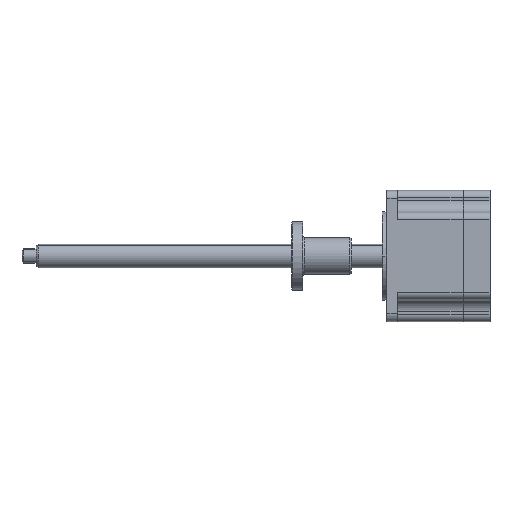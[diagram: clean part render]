
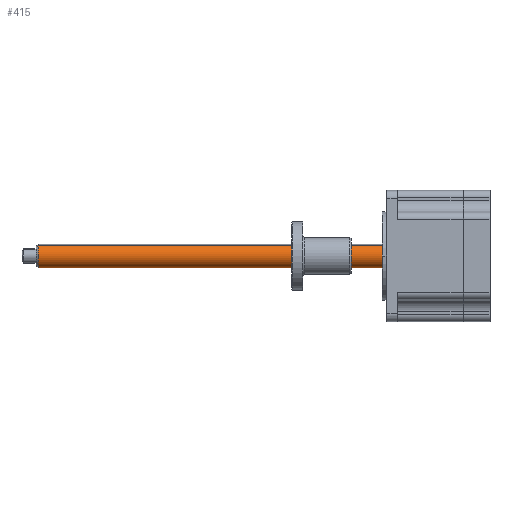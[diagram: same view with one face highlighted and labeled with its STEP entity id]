
A CAD part, left-side view. The second image highlights one B-rep face of the part: STEP entity #415.
In plain terms, the highlighted cylindrical face has radius 5 mm (diameter 10 mm), a partial arc.
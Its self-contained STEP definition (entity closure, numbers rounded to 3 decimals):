
#75 = CARTESIAN_POINT ( 'NONE',  ( -17.293, 152.999, 33.35 ) ) ;
#397 = ORIENTED_EDGE ( 'NONE', *, *, #7040, .T. ) ;
#415 = ADVANCED_FACE ( 'NONE', ( #6017 ), #4233, .T. ) ;
#502 = AXIS2_PLACEMENT_3D ( 'NONE', #75, #6649, #1030 ) ;
#658 = VECTOR ( 'NONE', #3547, 1000. ) ;
#1030 = DIRECTION ( 'NONE',  ( -0.512, 0., 0.859 ) ) ;
#1325 = CARTESIAN_POINT ( 'NONE',  ( -17.293, 3.999, 33.35 ) ) ;
#1690 = VECTOR ( 'NONE', #6431, 1000. ) ;
#1934 = AXIS2_PLACEMENT_3D ( 'NONE', #10217, #2793, #11298 ) ;
#1940 = ORIENTED_EDGE ( 'NONE', *, *, #7297, .T. ) ;
#2248 = DIRECTION ( 'NONE',  ( 0.512, 0., -0.859 ) ) ;
#2337 = EDGE_LOOP ( 'NONE', ( #10131, #1940, #397, #9532 ) ) ;
#2748 = VERTEX_POINT ( 'NONE', #9142 ) ;
#2793 = DIRECTION ( 'NONE',  ( 0., -1., 0. ) ) ;
#3547 = DIRECTION ( 'NONE',  ( 0., -1., 0. ) ) ;
#4233 = CYLINDRICAL_SURFACE ( 'NONE', #1934, 5. ) ;
#4286 = CIRCLE ( 'NONE', #6961, 5. ) ;
#4507 = VERTEX_POINT ( 'NONE', #6206 ) ;
#5377 = CARTESIAN_POINT ( 'NONE',  ( -14.733, 153.999, 29.055 ) ) ;
#6017 = FACE_OUTER_BOUND ( 'NONE', #2337, .T. ) ;
#6065 = CIRCLE ( 'NONE', #502, 5. ) ;
#6206 = CARTESIAN_POINT ( 'NONE',  ( -19.853, 152.999, 37.645 ) ) ;
#6281 = VERTEX_POINT ( 'NONE', #11069 ) ;
#6431 = DIRECTION ( 'NONE',  ( 0., -1., 0. ) ) ;
#6649 = DIRECTION ( 'NONE',  ( 0., -1., 0. ) ) ;
#6961 = AXIS2_PLACEMENT_3D ( 'NONE', #1325, #7902, #2248 ) ;
#7040 = EDGE_CURVE ( 'NONE', #8045, #6281, #7855, .T. ) ;
#7297 = EDGE_CURVE ( 'NONE', #4507, #8045, #6065, .T. ) ;
#7847 = EDGE_CURVE ( 'NONE', #2748, #6281, #4286, .T. ) ;
#7855 = LINE ( 'NONE', #5377, #658 ) ;
#7902 = DIRECTION ( 'NONE',  ( 0., -1., 0. ) ) ;
#8045 = VERTEX_POINT ( 'NONE', #11942 ) ;
#9142 = CARTESIAN_POINT ( 'NONE',  ( -19.853, 3.999, 37.645 ) ) ;
#9503 = LINE ( 'NONE', #12000, #1690 ) ;
#9532 = ORIENTED_EDGE ( 'NONE', *, *, #7847, .F. ) ;
#10131 = ORIENTED_EDGE ( 'NONE', *, *, #12088, .F. ) ;
#10217 = CARTESIAN_POINT ( 'NONE',  ( -17.293, 153.999, 33.35 ) ) ;
#11069 = CARTESIAN_POINT ( 'NONE',  ( -14.733, 3.999, 29.055 ) ) ;
#11298 = DIRECTION ( 'NONE',  ( 0.512, 0., -0.859 ) ) ;
#11942 = CARTESIAN_POINT ( 'NONE',  ( -14.733, 152.999, 29.055 ) ) ;
#12000 = CARTESIAN_POINT ( 'NONE',  ( -19.853, 153.999, 37.645 ) ) ;
#12088 = EDGE_CURVE ( 'NONE', #4507, #2748, #9503, .T. ) ;
